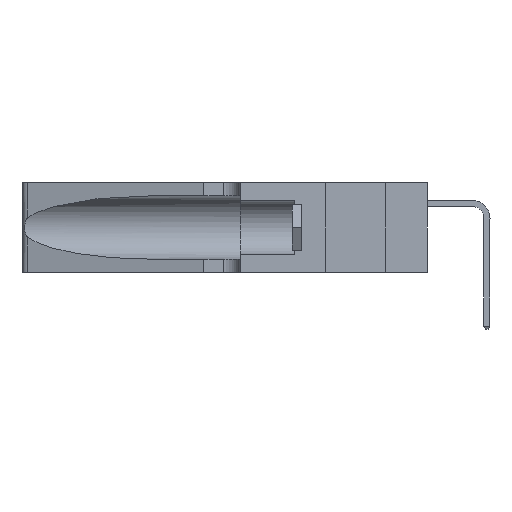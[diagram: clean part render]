
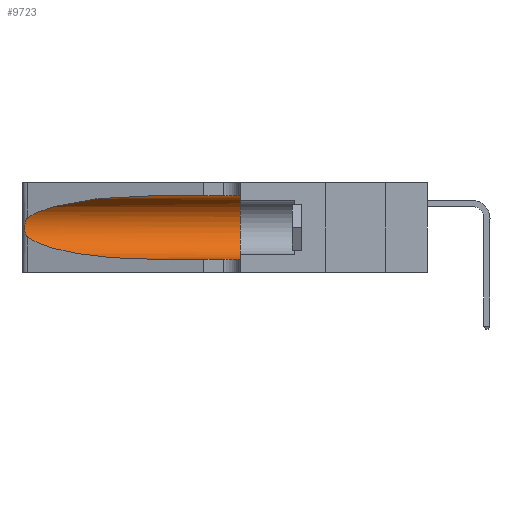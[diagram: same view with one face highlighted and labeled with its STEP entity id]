
A CAD part, left-side view. The second image highlights one B-rep face of the part: STEP entity #9723.
In plain terms, the highlighted cylindrical face has radius 3.308 mm (diameter 6.617 mm), a partial arc.
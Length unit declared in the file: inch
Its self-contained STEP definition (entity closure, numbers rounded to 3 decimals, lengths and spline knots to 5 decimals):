
#422 = EDGE_CURVE ( 'NONE', #7545, #18727, #15730, .T. ) ;
#626 = ORIENTED_EDGE ( 'NONE', *, *, #5830, .T. ) ;
#1287 = CARTESIAN_POINT ( 'NONE',  ( 0.25787, 1.23484, 0.2124 ) ) ;
#1706 = ORIENTED_EDGE ( 'NONE', *, *, #15735, .F. ) ;
#1857 = AXIS2_PLACEMENT_3D ( 'NONE', #5628, #18396, #7485 ) ;
#1993 = CYLINDRICAL_SURFACE ( 'NONE', #8799, 0.13025 ) ;
#2046 = CARTESIAN_POINT ( 'NONE',  ( 0.2373, 1.15595, 0.08982 ) ) ;
#2093 = VERTEX_POINT ( 'NONE', #17531 ) ;
#2602 = CIRCLE ( 'NONE', #1857, 0.13025 ) ;
#2812 = CARTESIAN_POINT ( 'NONE',  ( 0.25487, 1.22718, 0.14631 ) ) ;
#2854 = CARTESIAN_POINT ( 'NONE',  ( 0.1305, 0.72297, 0.05475 ) ) ;
#3114 = CARTESIAN_POINT ( 'NONE',  ( 0.26018, 1.23835, 0.19895 ) ) ;
#3203 = CARTESIAN_POINT ( 'NONE',  ( 0.25487, 1.22718, 0.22369 ) ) ;
#4770 = CARTESIAN_POINT ( 'NONE',  ( 0.1305, 1.61858, 0.31525 ) ) ;
#4900 = CARTESIAN_POINT ( 'NONE',  ( 0.1305, 1.61858, 0.05475 ) ) ;
#4914 = CARTESIAN_POINT ( 'NONE',  ( 0.26075, 1.23896, 0.178 ) ) ;
#5628 = CARTESIAN_POINT ( 'NONE',  ( 0.1305, 0.35, 0.185 ) ) ;
#5830 = EDGE_CURVE ( 'NONE', #2093, #13488, #19925, .T. ) ;
#6566 = CARTESIAN_POINT ( 'NONE',  ( 0.1305, 0.72297, 0.05475 ) ) ;
#6600 = DIRECTION ( 'NONE',  ( 0., -1., 0. ) ) ;
#6764 = CARTESIAN_POINT ( 'NONE',  ( 0.25856, 1.23593, 0.16098 ) ) ;
#6783 = CARTESIAN_POINT ( 'NONE',  ( 0.18966, 0.96281, 0.31525 ) ) ;
#7485 = DIRECTION ( 'NONE',  ( 0., 0., 1. ) ) ;
#7545 = VERTEX_POINT ( 'NONE', #2812 ) ;
#8171 = CARTESIAN_POINT ( 'NONE',  ( 0.25487, 1.22718, 0.22369 ) ) ;
#8425 = DIRECTION ( 'NONE',  ( 0., -1., 0. ) ) ;
#8445 = VECTOR ( 'NONE', #8425, 39.37008 ) ;
#8593 = CARTESIAN_POINT ( 'NONE',  ( 0.25639, 1.23186, 0.15144 ) ) ;
#8799 = AXIS2_PLACEMENT_3D ( 'NONE', #21455, #8844, #19730 ) ;
#8808 = CARTESIAN_POINT ( 'NONE',  ( 0.1305, 0.35, 0.05475 ) ) ;
#8844 = DIRECTION ( 'NONE',  ( 0., -1., 0. ) ) ;
#8887 = CARTESIAN_POINT ( 'NONE',  ( 0.18966, 0.96281, 0.05475 ) ) ;
#9037 = CARTESIAN_POINT ( 'NONE',  ( 0.1305, 0.35, 0.31525 ) ) ;
#9723 = ADVANCED_FACE ( 'NONE', ( #11736 ), #1993, .F. ) ;
#10490 = CARTESIAN_POINT ( 'NONE',  ( 0.25487, 1.22718, 0.14631 ) ) ;
#11568 = EDGE_CURVE ( 'NONE', #2093, #14984, #16723, .T. ) ;
#11736 = FACE_OUTER_BOUND ( 'NONE', #14826, .T. ) ;
#11877 = VERTEX_POINT ( 'NONE', #8808 ) ;
#12255 = CARTESIAN_POINT ( 'NONE',  ( 0.25639, 1.23184, 0.21858 ) ) ;
#13488 = VERTEX_POINT ( 'NONE', #8171 ) ;
#13911 = LINE ( 'NONE', #4900, #8445 ) ;
#14060 = CARTESIAN_POINT ( 'NONE',  ( 0.25854, 1.2359, 0.20912 ) ) ;
#14155 = CARTESIAN_POINT ( 'NONE',  ( 0.2373, 1.15595, 0.28018 ) ) ;
#14802 = CARTESIAN_POINT ( 'NONE',  ( 0.25487, 1.22718, 0.14631 ) ) ;
#14826 = EDGE_LOOP ( 'NONE', ( #626, #18966, #19976, #18107, #1706, #20490 ) ) ;
#14984 = VERTEX_POINT ( 'NONE', #9037 ) ;
#15730 =( BOUNDED_CURVE ( )  B_SPLINE_CURVE ( 3, ( #14802, #2046, #8887, #6566 ),
 .UNSPECIFIED., .F., .T. ) 
 B_SPLINE_CURVE_WITH_KNOTS ( ( 4, 4 ),
 ( 3.44316, 4.71239 ),
 .UNSPECIFIED. ) 
 CURVE ( )  GEOMETRIC_REPRESENTATION_ITEM ( )  RATIONAL_B_SPLINE_CURVE ( ( 1., 0.87, 0.87, 1. ) ) 
 REPRESENTATION_ITEM ( '' )  );
#15735 = EDGE_CURVE ( 'NONE', #14984, #11877, #2602, .T. ) ;
#15877 = CARTESIAN_POINT ( 'NONE',  ( 0.26075, 1.23896, 0.19203 ) ) ;
#16147 = VECTOR ( 'NONE', #6600, 39.37008 ) ;
#16723 = LINE ( 'NONE', #4770, #16147 ) ;
#17531 = CARTESIAN_POINT ( 'NONE',  ( 0.1305, 0.72297, 0.31525 ) ) ;
#17605 = CARTESIAN_POINT ( 'NONE',  ( 0.25487, 1.22718, 0.22369 ) ) ;
#17688 = CARTESIAN_POINT ( 'NONE',  ( 0.26017, 1.23833, 0.17102 ) ) ;
#18107 = ORIENTED_EDGE ( 'NONE', *, *, #18821, .T. ) ;
#18396 = DIRECTION ( 'NONE',  ( 0., 1., 0. ) ) ;
#18727 = VERTEX_POINT ( 'NONE', #2854 ) ;
#18821 = EDGE_CURVE ( 'NONE', #18727, #11877, #13911, .T. ) ;
#18884 = B_SPLINE_CURVE_WITH_KNOTS ( 'NONE', 3,
 ( #17605, #19405, #12255, #1287, #14060, #3114, #15877, #4914, #17688, #6764, #19490, #8593, #21288, #10490 ),
 .UNSPECIFIED., .F., .F.,
 ( 4, 2, 2, 2, 2, 2, 4 ),
 ( 0., 0.00027, 0.00053, 0.00107, 0.0016, 0.00187, 0.00214 ),
 .UNSPECIFIED. ) ;
#18966 = ORIENTED_EDGE ( 'NONE', *, *, #21524, .T. ) ;
#19405 = CARTESIAN_POINT ( 'NONE',  ( 0.25555, 1.22994, 0.2215 ) ) ;
#19490 = CARTESIAN_POINT ( 'NONE',  ( 0.25789, 1.23486, 0.15765 ) ) ;
#19730 = DIRECTION ( 'NONE',  ( 0., 0., -1. ) ) ;
#19925 =( BOUNDED_CURVE ( )  B_SPLINE_CURVE ( 3, ( #21305, #6783, #14155, #3203 ),
 .UNSPECIFIED., .F., .F. ) 
 B_SPLINE_CURVE_WITH_KNOTS ( ( 4, 4 ),
 ( 1.5708, 2.84003 ),
 .UNSPECIFIED. ) 
 CURVE ( )  GEOMETRIC_REPRESENTATION_ITEM ( )  RATIONAL_B_SPLINE_CURVE ( ( 1., 0.87, 0.87, 1. ) ) 
 REPRESENTATION_ITEM ( '' )  );
#19976 = ORIENTED_EDGE ( 'NONE', *, *, #422, .T. ) ;
#20490 = ORIENTED_EDGE ( 'NONE', *, *, #11568, .F. ) ;
#21288 = CARTESIAN_POINT ( 'NONE',  ( 0.25555, 1.22993, 0.14849 ) ) ;
#21305 = CARTESIAN_POINT ( 'NONE',  ( 0.1305, 0.72297, 0.31525 ) ) ;
#21455 = CARTESIAN_POINT ( 'NONE',  ( 0.1305, 1.61858, 0.185 ) ) ;
#21524 = EDGE_CURVE ( 'NONE', #13488, #7545, #18884, .T. ) ;
